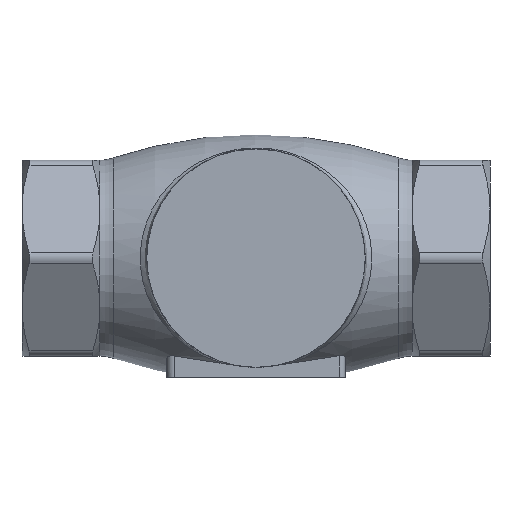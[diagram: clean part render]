
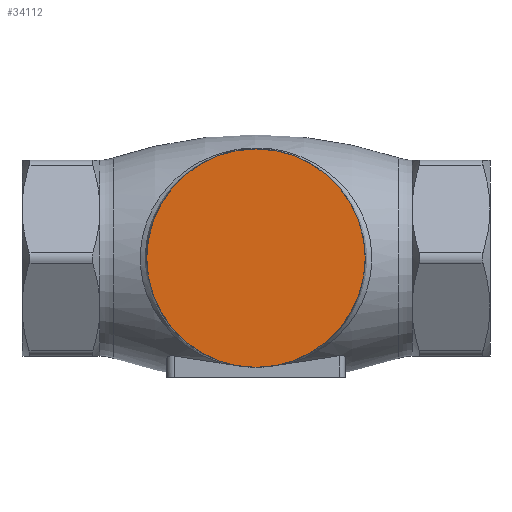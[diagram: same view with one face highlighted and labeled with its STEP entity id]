
A CAD part, front view. The second image highlights one B-rep face of the part: STEP entity #34112.
In plain terms, the highlighted planar face has unit normal (0, -1, 0).
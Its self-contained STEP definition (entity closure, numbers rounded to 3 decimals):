
#459 = ORIENTED_EDGE ( 'NONE', *, *, #4493, .T. ) ;
#4493 = EDGE_CURVE ( 'NONE', #23608, #23608, #32459, .T. ) ;
#4700 = PLANE ( 'NONE',  #8820 ) ;
#8820 = AXIS2_PLACEMENT_3D ( 'NONE', #10666, #30697, #13531 ) ;
#10159 = FACE_OUTER_BOUND ( 'NONE', #33468, .T. ) ;
#10666 = CARTESIAN_POINT ( 'NONE',  ( 0.261, -34.291, -1.809 ) ) ;
#13531 = DIRECTION ( 'NONE',  ( 0., 0., -1. ) ) ;
#20185 = AXIS2_PLACEMENT_3D ( 'NONE', #22576, #22536, #22455 ) ;
#22455 = DIRECTION ( 'NONE',  ( 0., 0., -1. ) ) ;
#22536 = DIRECTION ( 'NONE',  ( 0., -1., 0. ) ) ;
#22576 = CARTESIAN_POINT ( 'NONE',  ( 0.261, -34.291, -1.809 ) ) ;
#23608 = VERTEX_POINT ( 'NONE', #30244 ) ;
#30244 = CARTESIAN_POINT ( 'NONE',  ( 0.261, -34.291, -26.309 ) ) ;
#30697 = DIRECTION ( 'NONE',  ( 0., -1., 0. ) ) ;
#32459 = CIRCLE ( 'NONE', #20185, 24.5 ) ;
#33468 = EDGE_LOOP ( 'NONE', ( #459 ) ) ;
#34112 = ADVANCED_FACE ( 'NONE', ( #10159 ), #4700, .T. ) ;
